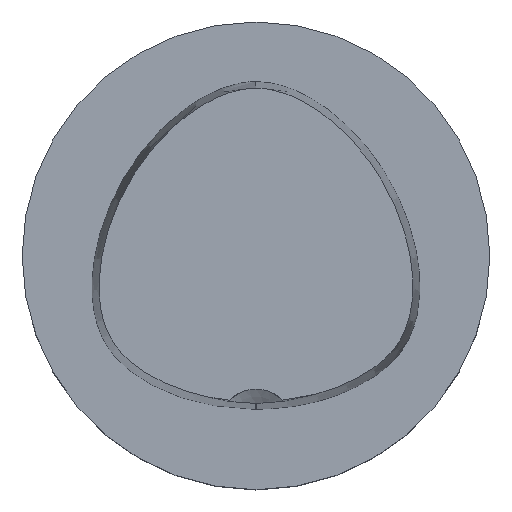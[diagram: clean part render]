
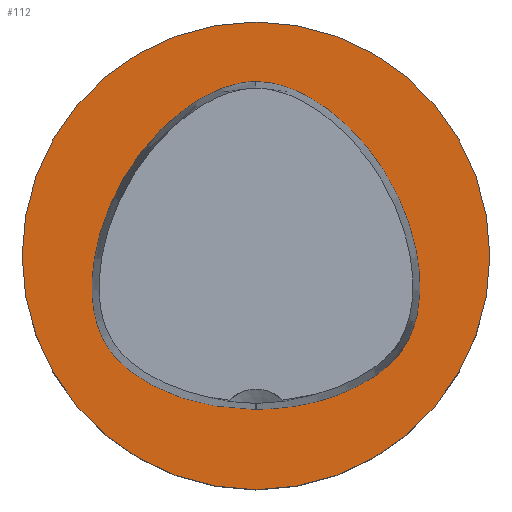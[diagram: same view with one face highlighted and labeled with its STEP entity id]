
A CAD part, top view. The second image highlights one B-rep face of the part: STEP entity #112.
In plain terms, the highlighted planar face has unit normal (0, 0, 1).
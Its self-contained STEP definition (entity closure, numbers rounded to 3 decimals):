
#61=EDGE_CURVE('240[2]',#166,#167,#168,.T.);
#76=EDGE_CURVE('240[2]',#167,#192,#193,.T.);
#104=EDGE_CURVE('240[2]',#230,#230,#231,.T.);
#112=ADVANCED_FACE('240[2]',(#242,#243),#244,.T.);
#135=EDGE_CURVE('240[2]',#192,#166,#273,.T.);
#166=VERTEX_POINT('',#300);
#167=VERTEX_POINT('',#301);
#168=B_SPLINE_CURVE_WITH_KNOTS('',3,(#302,#303,#304,#305,#306,#307,#308,#309,#310,#311,#312,#313,#314,#315,#316,#317,#318,#319),.UNSPECIFIED.,.F.,.F.,(4,1,1,1,1,1,1,1,1,2,1,1,1,1,4),(-6.615,-6.202,-5.788,-5.375,-4.961,-4.134,-3.308,-2.894,-2.481,-2.067,-1.654,-1.24,-0.827,-0.413,0.0),.UNSPECIFIED.);
#192=VERTEX_POINT('',#359);
#193=CIRCLE('',#360,0.95);
#230=VERTEX_POINT('',#527);
#231=CIRCLE('',#528,31.493);
#242=FACE_BOUND('',#542,.T.);
#243=FACE_OUTER_BOUND('',#543,.T.);
#244=PLANE('',#544);
#273=B_SPLINE_CURVE_WITH_KNOTS('',3,(#592,#593,#594,#595,#596,#597,#598,#599,#600,#601,#602,#603,#604,#605,#606,#607,#608),.UNSPECIFIED.,.F.,.F.,(4,1,1,1,1,1,1,1,1,1,1,1,1,1,4),(-13.23,-12.817,-12.403,-11.99,-11.576,-11.163,-10.956,-10.75,-10.336,-9.923,-9.096,-8.269,-7.442,-7.029,-6.615),.UNSPECIFIED.);
#300=CARTESIAN_POINT('',(-0.044,23.469,0.));
#301=CARTESIAN_POINT('',(0.045,-20.677,0.));
#302=CARTESIAN_POINT('',(-0.044,23.469,0.));
#303=CARTESIAN_POINT('',(1.471,23.477,0.));
#304=CARTESIAN_POINT('',(4.439,22.821,0.));
#305=CARTESIAN_POINT('',(8.35,20.8,0.));
#306=CARTESIAN_POINT('',(11.745,18.156,0.));
#307=CARTESIAN_POINT('',(15.699,14.041,0.));
#308=CARTESIAN_POINT('',(19.535,8.006,0.));
#309=CARTESIAN_POINT('',(21.721,1.161,0.0));
#310=CARTESIAN_POINT('',(22.249,-4.55,0.0));
#311=CARTESIAN_POINT('',(21.665,-9.002,0.0));
#312=CARTESIAN_POINT('',(20.395,-11.778,0.0));
#313=CARTESIAN_POINT('',(18.593,-14.198,0.0));
#314=CARTESIAN_POINT('',(16.323,-16.178,0.0));
#315=CARTESIAN_POINT('',(12.508,-18.252,0.));
#316=CARTESIAN_POINT('',(8.468,-19.679,0.));
#317=CARTESIAN_POINT('',(4.23,-20.488,0.));
#318=CARTESIAN_POINT('',(1.423,-20.613,0.));
#319=CARTESIAN_POINT('',(0.045,-20.677,0.));
#359=CARTESIAN_POINT('',(-0.045,-20.677,0.));
#360=AXIS2_PLACEMENT_3D('',#721,#722,#723);
#527=CARTESIAN_POINT('',(0.,-31.493,0.0));
#528=AXIS2_PLACEMENT_3D('',#753,#754,#755);
#542=EDGE_LOOP('',(#766,#767,#768));
#543=EDGE_LOOP('',(#769));
#544=AXIS2_PLACEMENT_3D('',#770,#771,#772);
#592=CARTESIAN_POINT('',(-0.045,-20.677,0.));
#593=CARTESIAN_POINT('',(-1.424,-20.61,0.));
#594=CARTESIAN_POINT('',(-4.223,-20.484,0.));
#595=CARTESIAN_POINT('',(-8.472,-19.689,0.));
#596=CARTESIAN_POINT('',(-12.514,-18.243,0.0));
#597=CARTESIAN_POINT('',(-16.304,-16.173,0.));
#598=CARTESIAN_POINT('',(-19.145,-13.704,0.));
#599=CARTESIAN_POINT('',(-20.732,-11.101,0.0));
#600=CARTESIAN_POINT('',(-21.783,-8.281,0.));
#601=CARTESIAN_POINT('',(-22.226,-4.609,0.0));
#602=CARTESIAN_POINT('',(-21.744,1.113,0.0));
#603=CARTESIAN_POINT('',(-19.552,7.954,0.0));
#604=CARTESIAN_POINT('',(-14.957,15.209,0.0));
#605=CARTESIAN_POINT('',(-9.668,20.083,0.));
#606=CARTESIAN_POINT('',(-4.516,22.795,0.));
#607=CARTESIAN_POINT('',(-1.559,23.461,0.));
#608=CARTESIAN_POINT('',(-0.044,23.469,0.));
#721=CARTESIAN_POINT('',(0.001,-19.728,0.));
#722=DIRECTION('',(0.0,-0.0,-1.0));
#723=DIRECTION('',(0.046,-0.999,0.0));
#753=CARTESIAN_POINT('',(0.0,0.0,0.0));
#754=DIRECTION('',(0.0,0.0,-1.0));
#755=DIRECTION('',(0.0,1.0,0.0));
#766=ORIENTED_EDGE('',*,*,#61,.T.);
#767=ORIENTED_EDGE('',*,*,#76,.T.);
#768=ORIENTED_EDGE('',*,*,#135,.T.);
#769=ORIENTED_EDGE('',*,*,#104,.F.);
#770=CARTESIAN_POINT('',(0.,15.746,0.));
#771=DIRECTION('',(0.0,0.0,1.0));
#772=DIRECTION('',(1.0,-0.0,0.0));
